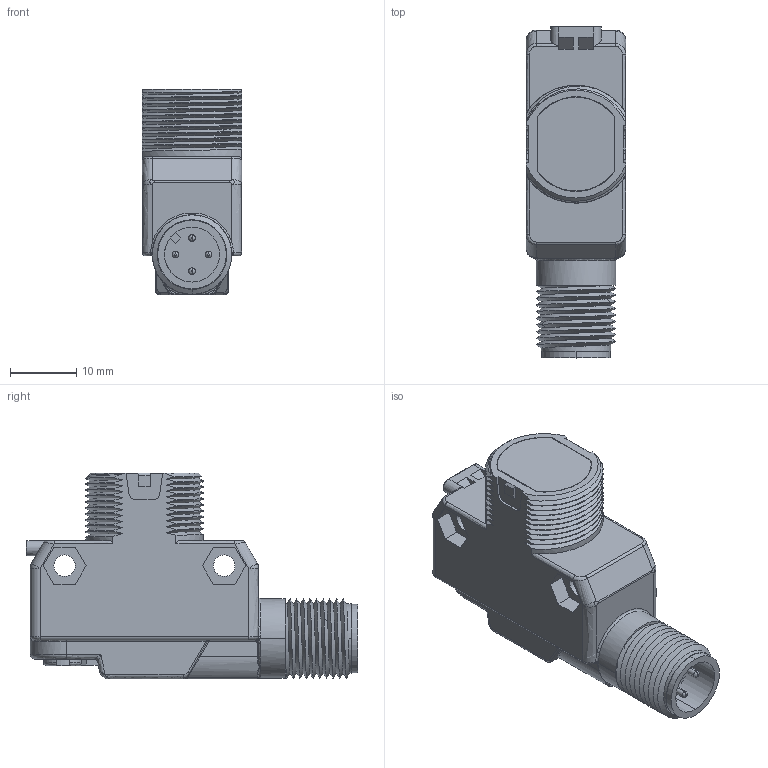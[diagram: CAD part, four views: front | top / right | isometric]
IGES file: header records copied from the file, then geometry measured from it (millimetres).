
Start section:  PTC IGES file: 139453.igs
Global section: file name: 139453.igs; native system: Pro/ENGINEER by Parametric Technology Corporation; preprocessor: 2006170; author: banengservice; organization: Unknown; date: 20080507.124317; units: inch
Bounding box: 15 x 50.11 x 31.1 mm (x, y, z)
Volume: 12221.6 mm3; surface area: 5330.2 mm2
Topology: 1 solids, 1 shells, 414 faces, 1042 edges, 646 vertices
Faces by surface type: bspline 230, revolution 184
